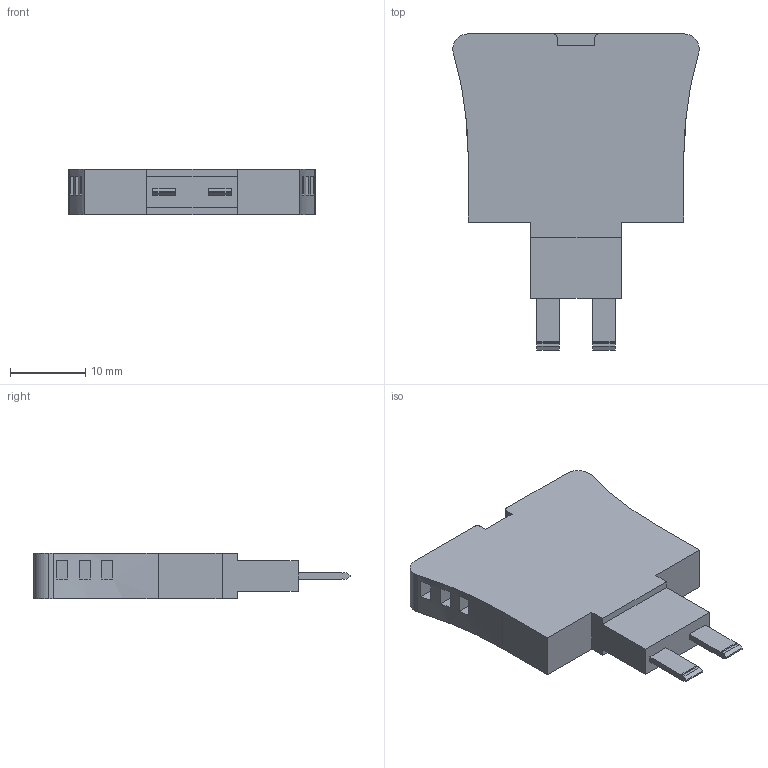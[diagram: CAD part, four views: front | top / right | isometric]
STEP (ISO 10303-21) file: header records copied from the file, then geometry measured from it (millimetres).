
FILE_DESCRIPTION(('CoCreate Modeling STEP Export'),'2;1');
FILE_NAME('CPF_5.stp','2008-12-12T12:01:27',(''),(''),'CoCreate Modeling STEP processor for AP214 (Solid Model)','CoCreate Modeling 16.00A 16-Aug-2008 (C) Parametric Technology GmbH','');
FILE_SCHEMA(('AUTOMOTIVE_DESIGN { 1 0 10303 214 1 1 1 1 }'));
Length unit declared in the file: millimetre
Products named in the file (2): CPF_5
Assembly tree (1 placements, depth 2):
  CPF_5
    CPF_5
Bounding box: 32.73 x 42 x 6 mm (x, y, z)
Volume: 4884.5 mm3; surface area: 2750.1 mm2
Topology: 1 solids, 1 shells, 94 faces, 250 edges, 166 vertices
Faces by surface type: plane 83, cylinder 11
Entity records: 3008 total; most frequent: ORIENTED_EDGE 500, CARTESIAN_POINT 483, DIRECTION 426, EDGE_CURVE 250, VECTOR 208, LINE 208, VERTEX_POINT 166, AXIS2_PLACEMENT_3D 109
